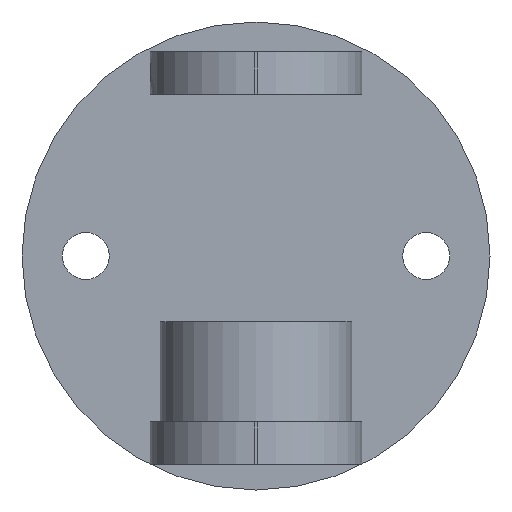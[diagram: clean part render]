
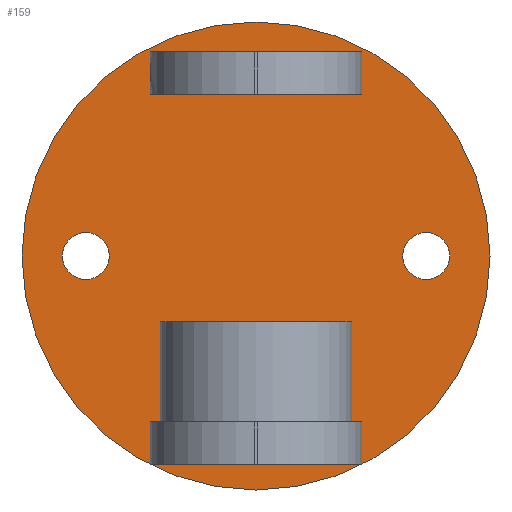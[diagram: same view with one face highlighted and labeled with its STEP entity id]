
A CAD part, front view. The second image highlights one B-rep face of the part: STEP entity #159.
In plain terms, the highlighted planar face has unit normal (0, -1, 0).
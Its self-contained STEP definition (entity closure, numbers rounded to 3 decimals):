
#159=ADVANCED_FACE('',(#205,#206,#207),#188,.T.);
#188=PLANE('',#559);
#205=FACE_BOUND('',#234,.T.);
#206=FACE_BOUND('',#235,.T.);
#207=FACE_BOUND('',#236,.T.);
#234=EDGE_LOOP('',(#279));
#235=EDGE_LOOP('',(#280));
#236=EDGE_LOOP('',(#281));
#279=ORIENTED_EDGE('',*,*,#451,.T.);
#280=ORIENTED_EDGE('',*,*,#452,.T.);
#281=ORIENTED_EDGE('',*,*,#453,.F.);
#405=VERTEX_POINT('',#740);
#406=VERTEX_POINT('',#742);
#407=VERTEX_POINT('',#744);
#451=EDGE_CURVE('',#405,#405,#514,.T.);
#452=EDGE_CURVE('',#406,#406,#515,.T.);
#453=EDGE_CURVE('',#407,#407,#516,.T.);
#514=CIRCLE('',#556,5.5);
#515=CIRCLE('',#557,5.5);
#516=CIRCLE('',#558,55.);
#556=AXIS2_PLACEMENT_3D('',#739,#612,#613);
#557=AXIS2_PLACEMENT_3D('',#741,#614,#615);
#558=AXIS2_PLACEMENT_3D('',#743,#616,#617);
#559=AXIS2_PLACEMENT_3D('',#745,#618,#619);
#612=DIRECTION('',(0.,1.,0.));
#613=DIRECTION('',(0.,0.,1.));
#614=DIRECTION('',(0.,1.,0.));
#615=DIRECTION('',(0.,0.,1.));
#616=DIRECTION('',(0.,1.,0.));
#617=DIRECTION('',(1.,0.,0.));
#618=DIRECTION('',(0.,-1.,0.));
#619=DIRECTION('',(0.,0.,-1.));
#739=CARTESIAN_POINT('',(40.,0.,0.));
#740=CARTESIAN_POINT('',(40.,0.,5.5));
#741=CARTESIAN_POINT('',(-40.,0.,0.));
#742=CARTESIAN_POINT('',(-40.,0.,5.5));
#743=CARTESIAN_POINT('',(0.,0.,0.));
#744=CARTESIAN_POINT('',(55.,0.,0.));
#745=CARTESIAN_POINT('',(0.,0.,0.));
